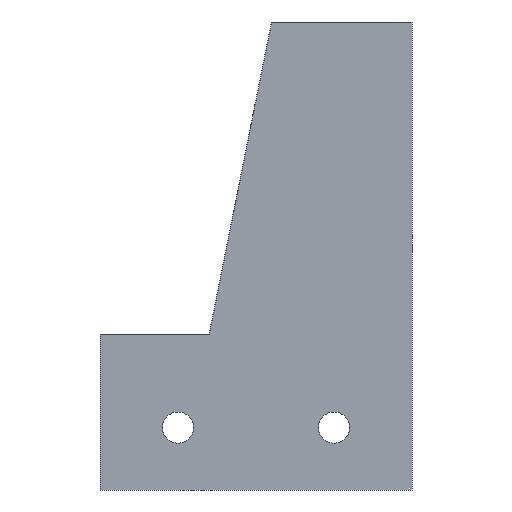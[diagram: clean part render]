
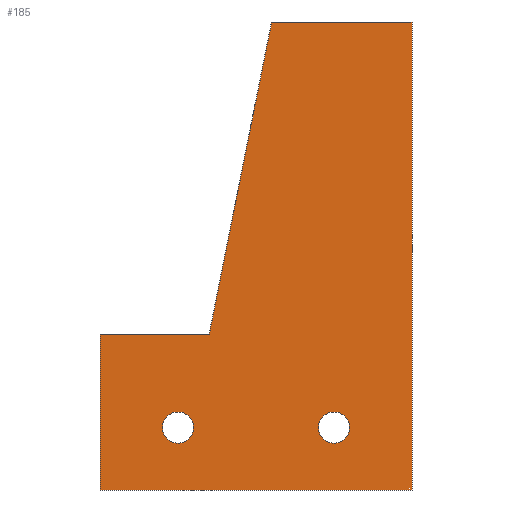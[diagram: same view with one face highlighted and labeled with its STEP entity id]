
A CAD part, front view. The second image highlights one B-rep face of the part: STEP entity #185.
In plain terms, the highlighted planar face has unit normal (0, -1, 0).
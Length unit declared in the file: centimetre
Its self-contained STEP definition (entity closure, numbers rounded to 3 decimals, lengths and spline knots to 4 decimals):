
#13=CIRCLE('',#206,0.5);
#15=CIRCLE('',#209,0.5);
#54=ORIENTED_EDGE('',*,*,#81,.T.);
#55=ORIENTED_EDGE('',*,*,#79,.T.);
#56=ORIENTED_EDGE('',*,*,#62,.F.);
#57=ORIENTED_EDGE('',*,*,#82,.F.);
#58=ORIENTED_EDGE('',*,*,#75,.F.);
#59=ORIENTED_EDGE('',*,*,#72,.T.);
#60=ORIENTED_EDGE('',*,*,#69,.T.);
#61=ORIENTED_EDGE('',*,*,#66,.F.);
#62=EDGE_CURVE('',#84,#85,#100,.T.);
#66=EDGE_CURVE('',#85,#88,#104,.T.);
#69=EDGE_CURVE('',#90,#88,#107,.T.);
#72=EDGE_CURVE('',#92,#90,#110,.T.);
#75=EDGE_CURVE('',#92,#94,#113,.T.);
#79=EDGE_CURVE('',#97,#97,#13,.T.);
#81=EDGE_CURVE('',#99,#99,#15,.T.);
#82=EDGE_CURVE('',#94,#84,#116,.T.);
#84=VERTEX_POINT('',#264);
#85=VERTEX_POINT('',#265);
#88=VERTEX_POINT('',#273);
#90=VERTEX_POINT('',#279);
#92=VERTEX_POINT('',#285);
#94=VERTEX_POINT('',#291);
#97=VERTEX_POINT('',#299);
#99=VERTEX_POINT('',#304);
#100=LINE('',#263,#118);
#104=LINE('',#272,#122);
#107=LINE('',#278,#125);
#110=LINE('',#284,#128);
#113=LINE('',#290,#131);
#116=LINE('',#306,#134);
#118=VECTOR('',#217,100.);
#122=VECTOR('',#223,100.);
#125=VECTOR('',#228,100.);
#128=VECTOR('',#233,100.);
#131=VECTOR('',#238,100.);
#134=VECTOR('',#255,100.);
#149=EDGE_LOOP('',(#54));
#150=EDGE_LOOP('',(#55));
#151=EDGE_LOOP('',(#56,#57,#58,#59,#60,#61));
#165=FACE_BOUND('',#149,.T.);
#166=FACE_BOUND('',#150,.T.);
#167=FACE_BOUND('',#151,.T.);
#175=PLANE('',#212);
#185=ADVANCED_FACE('',(#165,#166,#167),#175,.F.);
#206=AXIS2_PLACEMENT_3D('',#298,#245,#246);
#209=AXIS2_PLACEMENT_3D('',#303,#251,#252);
#212=AXIS2_PLACEMENT_3D('',#309,#259,#260);
#217=DIRECTION('',(0.196,0.,0.981));
#223=DIRECTION('',(1.,0.,0.));
#228=DIRECTION('',(0.,0.,1.));
#233=DIRECTION('',(1.,0.,0.));
#238=DIRECTION('',(0.,0.,1.));
#245=DIRECTION('',(0.,1.,0.));
#246=DIRECTION('',(1.,0.,0.));
#251=DIRECTION('',(0.,1.,0.));
#252=DIRECTION('',(1.,0.,0.));
#255=DIRECTION('',(1.,0.,0.));
#259=DIRECTION('',(0.,1.,0.));
#260=DIRECTION('',(1.,0.,0.));
#263=CARTESIAN_POINT('',(-13.,-1.05,20.));
#264=CARTESIAN_POINT('',(-14.,-1.05,15.));
#265=CARTESIAN_POINT('',(-12.,-1.05,25.));
#272=CARTESIAN_POINT('',(-9.75,-1.05,25.));
#273=CARTESIAN_POINT('',(-7.5,-1.05,25.));
#278=CARTESIAN_POINT('',(-7.5,-1.05,17.5));
#279=CARTESIAN_POINT('',(-7.5,-1.05,10.));
#284=CARTESIAN_POINT('',(-12.5,-1.05,10.));
#285=CARTESIAN_POINT('',(-17.5,-1.05,10.));
#290=CARTESIAN_POINT('',(-17.5,-1.05,12.5));
#291=CARTESIAN_POINT('',(-17.5,-1.05,15.));
#298=CARTESIAN_POINT('',(-10.,-1.05,12.));
#299=CARTESIAN_POINT('',(-9.5,-1.05,12.));
#303=CARTESIAN_POINT('',(-15.,-1.05,12.));
#304=CARTESIAN_POINT('',(-14.5,-1.05,12.));
#306=CARTESIAN_POINT('',(-15.75,-1.05,15.));
#309=CARTESIAN_POINT('',(0.,-1.05,2.979));
